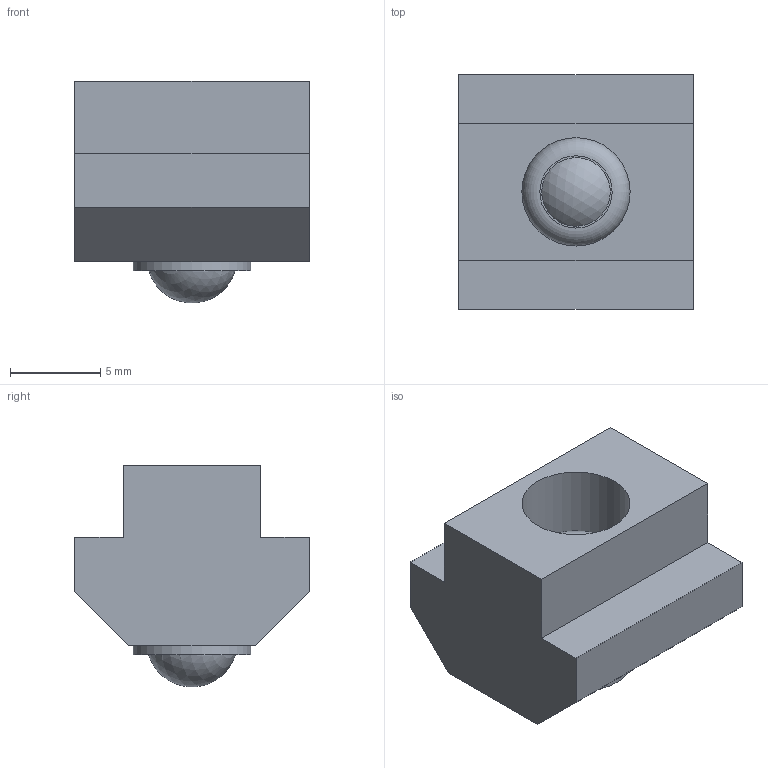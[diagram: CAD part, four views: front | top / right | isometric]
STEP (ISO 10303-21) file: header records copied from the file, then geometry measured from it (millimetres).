
FILE_DESCRIPTION(/* description */ ('KriTec Sonder-T-Nutenstein 8 St mit federndem Druckstück Ø6mm'),/* implementation_level */ '2;1');
FILE_NAME(/* name */ '22922_KriTec_Sonder-T-Nutenstein_8_St_mit_federndem_Drucksteuck_Ø6mm.stp',/* time_stamp */ '2021-07-02T09:38:52+02:00',/* author */ ('Nell'),/* organization */ (''),/* preprocessor_version */ 'ST-DEVELOPER v17',/* originating_system */ 'Autodesk Inventor 2018',/* authorisation */ '');
FILE_SCHEMA (('AUTOMOTIVE_DESIGN { 1 0 10303 214 3 1 1 }'));
Length unit declared in the file: millimetre
Products named in the file (3): 22922; 22922_a; 22901
Assembly tree (2 placements, depth 2):
  22922
    22922_a
    22901
Bounding box: 13 x 13 x 12.28 mm (x, y, z)
Volume: 1140 mm3; surface area: 1213 mm2
Topology: 2 solids, 2 shells, 27 faces, 69 edges, 49 vertices
Faces by surface type: plane 15, cylinder 6, cone 2, torus 2, sphere 2
Full cylindrical faces by diameter (mm): 3.8 x1, 4.98 x2, 6 x2, 6.5 x1
Entity records: 953 total; most frequent: DIRECTION 164, CARTESIAN_POINT 150, ORIENTED_EDGE 138, EDGE_CURVE 69, AXIS2_PLACEMENT_3D 63, VERTEX_POINT 49, LINE 38, VECTOR 38
